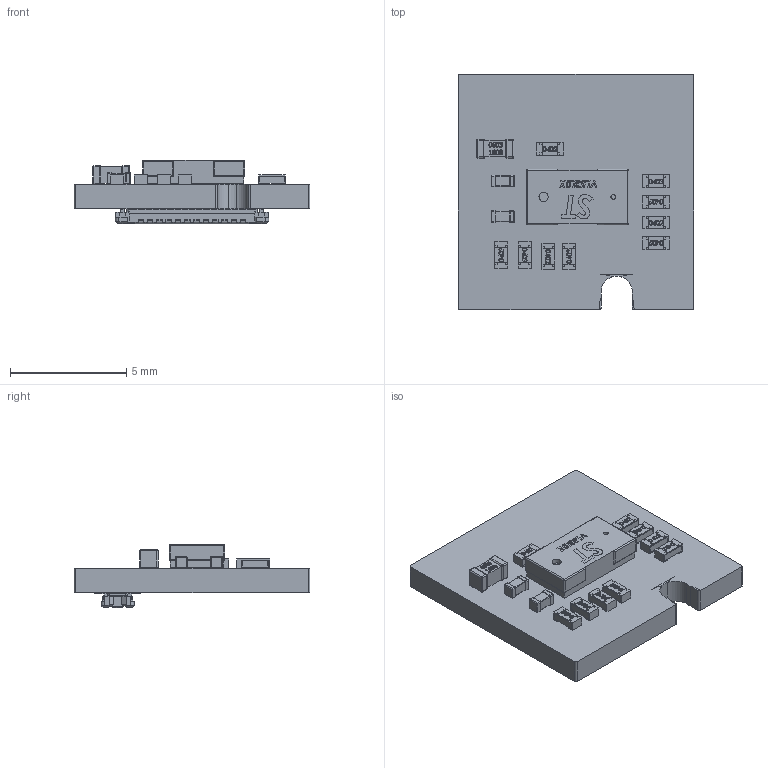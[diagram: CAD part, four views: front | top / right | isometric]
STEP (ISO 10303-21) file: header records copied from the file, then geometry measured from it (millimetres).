
FILE_DESCRIPTION(('Open CASCADE Model'),'2;1');
FILE_NAME('Open CASCADE Shape Model','2021-11-03T15:29:50',('Author'),( 'Open CASCADE'),'Open CASCADE STEP processor 6.8','Open CASCADE 6.8' ,'Unknown');
FILE_SCHEMA(('AUTOMOTIVE_DESIGN { 1 0 10303 214 1 1 1 1 }'));
Length unit declared in the file: millimetre
Products named in the file (26): PCB; Board; Open CASCADE STEP translator 6.8 1.1.1; Open CASCADE STEP translator 6.8 1.1.1.1; Open CASCADE STEP translator 6.8 1.1.1.2; Open CASCADE STEP translator 6.8 1.1.1.3; Open CASCADE STEP translator 6.8 1.1.1.4; R9; RES_1005-0402; R8; C3; C0402; J1; axe624124; U1; 5593571200; R6; R7; R5; R4; R3; R2; R1; C2; C1; 0603_1608
Assembly tree (34 placements, depth 4):
  PCB
    Board
      Open CASCADE STEP translator 6.8 1.1.1
        Open CASCADE STEP translator 6.8 1.1.1.1
        Open CASCADE STEP translator 6.8 1.1.1.2
        Open CASCADE STEP translator 6.8 1.1.1.3
        Open CASCADE STEP translator 6.8 1.1.1.4
    R9
      RES_1005-0402
    R8
      RES_1005-0402
    C3
      C0402
    J1
      axe624124
    U1
      5593571200
    R6
      RES_1005-0402
    R7
      RES_1005-0402
    R5
      RES_1005-0402
    R4
      RES_1005-0402
    R3
      RES_1005-0402
    R2
      RES_1005-0402
    R1
      RES_1005-0402
    C2
      C0402
    C1
      0603_1608
Bounding box: 10.15 x 10.15 x 2.73 mm (x, y, z)
Volume: 122.5 mm3; surface area: 382 mm2
Topology: 45 solids, 45 shells, 2103 faces, 5408 edges, 3466 vertices
Faces by surface type: plane 1340, bspline 518, cylinder 193, sphere 44, cone 4, torus 4
Full cylindrical faces by diameter (mm): 0.2 x1, 0.4 x1
Entity records: 53951 total; most frequent: CARTESIAN_POINT 18556, ORIENTED_EDGE 6784, DIRECTION 5288, EDGE_CURVE 3392, LINE 2364, VECTOR 2364, VERTEX_POINT 2184, AXIS2_PLACEMENT_3D 1462
